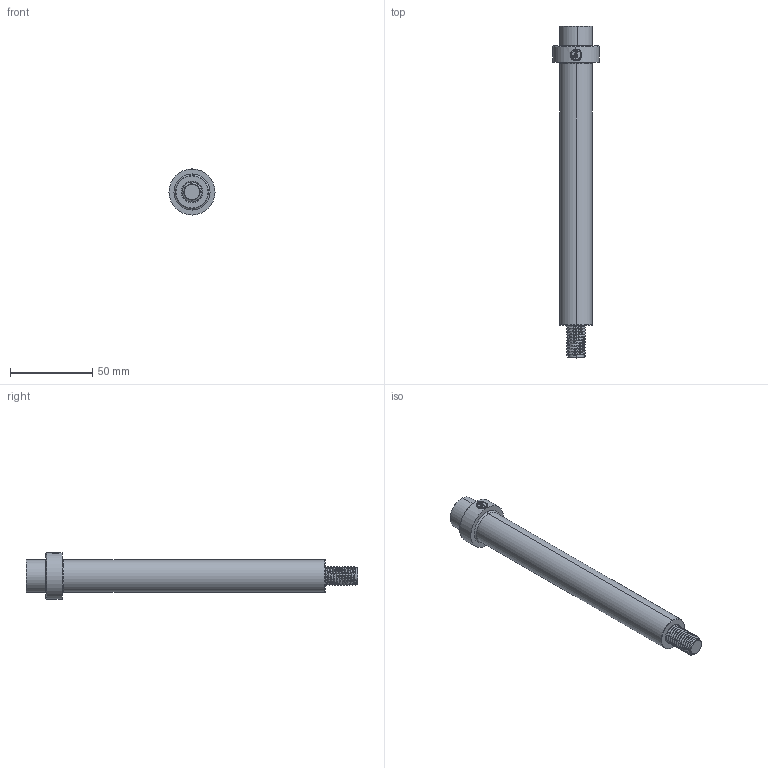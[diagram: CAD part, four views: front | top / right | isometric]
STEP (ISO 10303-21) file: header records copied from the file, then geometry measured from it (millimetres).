
FILE_DESCRIPTION (( 'STEP AP214' ), '1' );
FILE_NAME ('MSR-D20-L160.STEP', '2021-10-24T03:58:11', ( '' ), ( '' ), 'SwSTEP 2.0', 'SolidWorks 2016', '' );
FILE_SCHEMA (( 'AUTOMOTIVE_DESIGN' ));
Length unit declared in the file: millimetre
Products named in the file (5): MSR1-D20-L160; MSR2-D20-L160; MSR-D20-L160
Assembly tree (2 placements, depth 2):
  MSR1-D20-L160
  MSR2-D20-L160
  MSR-D20-L160
    MSR1-D20-L160
    MSR2-D20-L160
Bounding box: 28 x 202 x 28 mm (x, y, z)
Volume: 54137.6 mm3; surface area: 26737.4 mm2
Topology: 2 solids, 2 shells, 122 faces, 314 edges, 198 vertices
Faces by surface type: cylinder 46, plane 38, cone 19, bspline 11, torus 8
Entity records: 8167 total; most frequent: CARTESIAN_POINT 5381, ORIENTED_EDGE 624, DIRECTION 494, EDGE_CURVE 312, VERTEX_POINT 198, AXIS2_PLACEMENT_3D 197, EDGE_LOOP 128, FACE_OUTER_BOUND 122
